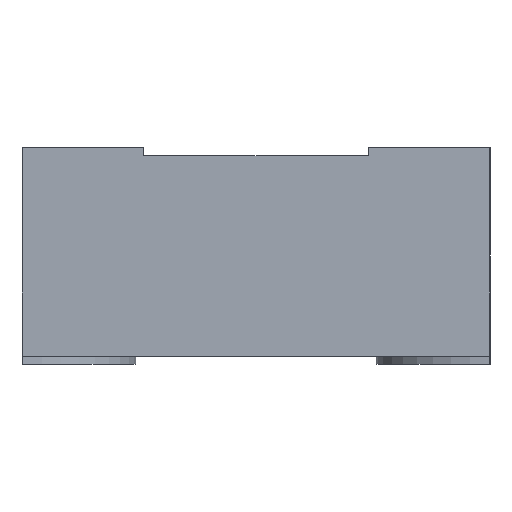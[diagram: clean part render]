
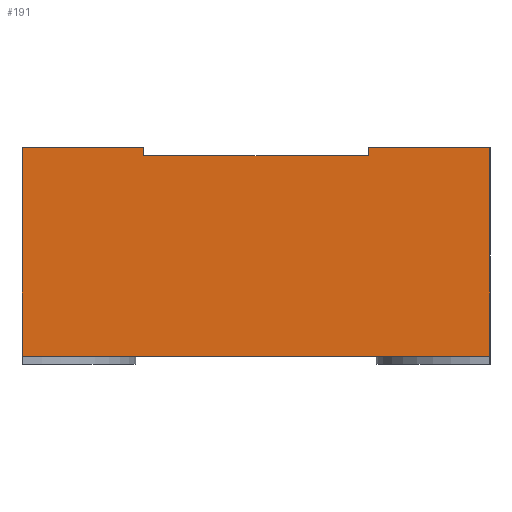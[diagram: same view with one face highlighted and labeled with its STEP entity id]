
A CAD part, front view. The second image highlights one B-rep face of the part: STEP entity #191.
In plain terms, the highlighted planar face has unit normal (0, -1, 0).
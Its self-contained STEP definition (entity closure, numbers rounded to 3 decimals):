
#11 = VECTOR ( 'NONE', #361, 1000. ) ;
#13 = LINE ( 'NONE', #479, #438 ) ;
#15 = FACE_OUTER_BOUND ( 'NONE', #163, .T. ) ;
#31 = VECTOR ( 'NONE', #37, 1000. ) ;
#37 = DIRECTION ( 'NONE',  ( -1., 0., 0. ) ) ;
#40 = VECTOR ( 'NONE', #678, 1000. ) ;
#74 = VERTEX_POINT ( 'NONE', #376 ) ;
#85 = PLANE ( 'NONE',  #279 ) ;
#91 = CARTESIAN_POINT ( 'NONE',  ( -27.916, -17.301, 0.8 ) ) ;
#99 = DIRECTION ( 'NONE',  ( 0., 0., 1. ) ) ;
#114 = VERTEX_POINT ( 'NONE', #429 ) ;
#136 = VERTEX_POINT ( 'NONE', #437 ) ;
#138 = VERTEX_POINT ( 'NONE', #650 ) ;
#151 = VECTOR ( 'NONE', #184, 1000. ) ;
#155 = ORIENTED_EDGE ( 'NONE', *, *, #627, .F. ) ;
#159 = EDGE_CURVE ( 'NONE', #500, #388, #710, .T. ) ;
#163 = EDGE_LOOP ( 'NONE', ( #540, #510, #155, #705, #518, #330, #324, #364 ) ) ;
#184 = DIRECTION ( 'NONE',  ( 0., 0., 1. ) ) ;
#188 = CARTESIAN_POINT ( 'NONE',  ( -26.636, -17.301, 0.77 ) ) ;
#191 = ADVANCED_FACE ( 'NONE', ( #15 ), #85, .F. ) ;
#210 = VECTOR ( 'NONE', #534, 1000. ) ;
#232 = EDGE_CURVE ( 'NONE', #74, #114, #643, .T. ) ;
#238 = VERTEX_POINT ( 'NONE', #372 ) ;
#241 = CARTESIAN_POINT ( 'NONE',  ( -26.186, -17.301, 0.8 ) ) ;
#279 = AXIS2_PLACEMENT_3D ( 'NONE', #91, #696, #99 ) ;
#280 = VECTOR ( 'NONE', #357, 1000. ) ;
#299 = LINE ( 'NONE', #352, #11 ) ;
#304 = CARTESIAN_POINT ( 'NONE',  ( -27.916, -17.301, 0.8 ) ) ;
#323 = CARTESIAN_POINT ( 'NONE',  ( -26.636, -17.301, 0.77 ) ) ;
#324 = ORIENTED_EDGE ( 'NONE', *, *, #390, .F. ) ;
#327 = LINE ( 'NONE', #511, #40 ) ;
#330 = ORIENTED_EDGE ( 'NONE', *, *, #480, .T. ) ;
#347 = CARTESIAN_POINT ( 'NONE',  ( -26.636, -17.301, 0.8 ) ) ;
#352 = CARTESIAN_POINT ( 'NONE',  ( -26.636, -17.301, 0.77 ) ) ;
#356 = CARTESIAN_POINT ( 'NONE',  ( -27.916, -17.301, 0.03 ) ) ;
#357 = DIRECTION ( 'NONE',  ( 1., 0., 0. ) ) ;
#361 = DIRECTION ( 'NONE',  ( 1., 0., 0. ) ) ;
#364 = ORIENTED_EDGE ( 'NONE', *, *, #445, .T. ) ;
#372 = CARTESIAN_POINT ( 'NONE',  ( -27.466, -17.301, 0.8 ) ) ;
#376 = CARTESIAN_POINT ( 'NONE',  ( -26.186, -17.301, 0.8 ) ) ;
#388 = VERTEX_POINT ( 'NONE', #347 ) ;
#390 = EDGE_CURVE ( 'NONE', #136, #238, #495, .T. ) ;
#402 = EDGE_CURVE ( 'NONE', #138, #500, #299, .T. ) ;
#429 = CARTESIAN_POINT ( 'NONE',  ( -26.186, -17.301, 0.03 ) ) ;
#437 = CARTESIAN_POINT ( 'NONE',  ( -27.916, -17.301, 0.8 ) ) ;
#438 = VECTOR ( 'NONE', #619, 1000. ) ;
#445 = EDGE_CURVE ( 'NONE', #136, #659, #327, .T. ) ;
#446 = LINE ( 'NONE', #562, #590 ) ;
#479 = CARTESIAN_POINT ( 'NONE',  ( -27.916, -17.301, 0.8 ) ) ;
#480 = EDGE_CURVE ( 'NONE', #138, #238, #446, .T. ) ;
#495 = LINE ( 'NONE', #304, #280 ) ;
#500 = VERTEX_POINT ( 'NONE', #188 ) ;
#510 = ORIENTED_EDGE ( 'NONE', *, *, #232, .F. ) ;
#511 = CARTESIAN_POINT ( 'NONE',  ( -27.916, -17.301, 0.8 ) ) ;
#518 = ORIENTED_EDGE ( 'NONE', *, *, #402, .F. ) ;
#534 = DIRECTION ( 'NONE',  ( 0., 0., -1. ) ) ;
#540 = ORIENTED_EDGE ( 'NONE', *, *, #552, .F. ) ;
#552 = EDGE_CURVE ( 'NONE', #114, #659, #615, .T. ) ;
#562 = CARTESIAN_POINT ( 'NONE',  ( -27.466, -17.301, 0.77 ) ) ;
#582 = DIRECTION ( 'NONE',  ( 0., 0., 1. ) ) ;
#590 = VECTOR ( 'NONE', #582, 1000. ) ;
#615 = LINE ( 'NONE', #667, #31 ) ;
#619 = DIRECTION ( 'NONE',  ( 1., 0., 0. ) ) ;
#627 = EDGE_CURVE ( 'NONE', #388, #74, #13, .T. ) ;
#643 = LINE ( 'NONE', #241, #210 ) ;
#650 = CARTESIAN_POINT ( 'NONE',  ( -27.466, -17.301, 0.77 ) ) ;
#659 = VERTEX_POINT ( 'NONE', #356 ) ;
#667 = CARTESIAN_POINT ( 'NONE',  ( -26.186, -17.301, 0.03 ) ) ;
#678 = DIRECTION ( 'NONE',  ( 0., 0., -1. ) ) ;
#696 = DIRECTION ( 'NONE',  ( 0., 1., 0. ) ) ;
#705 = ORIENTED_EDGE ( 'NONE', *, *, #159, .F. ) ;
#710 = LINE ( 'NONE', #323, #151 ) ;
